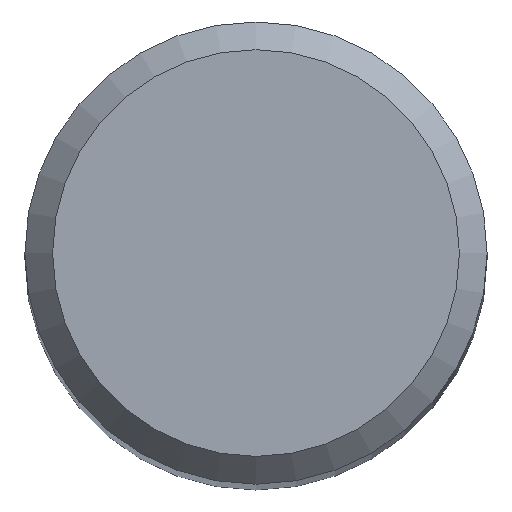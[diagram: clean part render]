
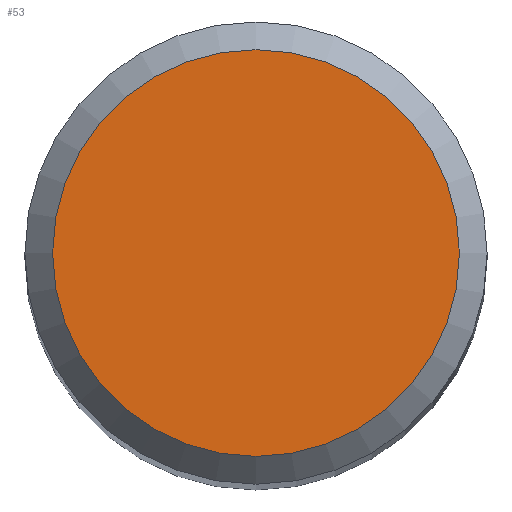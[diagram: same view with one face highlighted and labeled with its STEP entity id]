
A CAD part, top view. The second image highlights one B-rep face of the part: STEP entity #53.
In plain terms, the highlighted planar face has unit normal (0, 0, 1).
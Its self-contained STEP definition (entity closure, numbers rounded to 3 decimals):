
#44=PLANE('',#173);
#47=FACE_OUTER_BOUND('',#84,.T.);
#53=ADVANCED_FACE('',(#47),#44,.F.);
#66=CIRCLE('',#172,4.4);
#84=EDGE_LOOP('',(#98));
#98=ORIENTED_EDGE('',*,*,#118,.T.);
#111=VERTEX_POINT('',#267);
#118=EDGE_CURVE('',#111,#111,#66,.T.);
#172=AXIS2_PLACEMENT_3D('',#266,#199,#200);
#173=AXIS2_PLACEMENT_3D('',#268,#201,#202);
#199=DIRECTION('',(0.,0.,1.));
#200=DIRECTION('',(-1.,0.,0.));
#201=DIRECTION('',(0.,0.,-1.));
#202=DIRECTION('',(-1.,0.,0.));
#266=CARTESIAN_POINT('',(0.,0.,0.));
#267=CARTESIAN_POINT('',(-4.4,0.,0.));
#268=CARTESIAN_POINT('',(0.,5.,0.));
